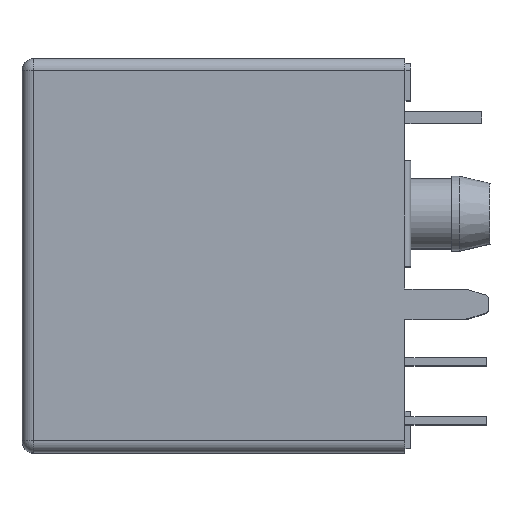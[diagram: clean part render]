
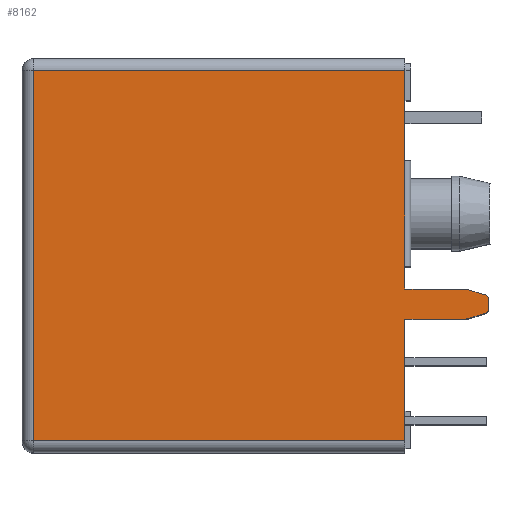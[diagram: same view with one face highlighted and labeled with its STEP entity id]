
A CAD part, top view. The second image highlights one B-rep face of the part: STEP entity #8162.
In plain terms, the highlighted planar face has unit normal (0, 0, 1).
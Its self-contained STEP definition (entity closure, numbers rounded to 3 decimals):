
#695=CARTESIAN_POINT('',(11.49,6.571,8.05));
#696=DIRECTION('',(0.,0.,1.));
#697=DIRECTION('',(1.,0.,0.));
#698=AXIS2_PLACEMENT_3D('',#695,#696,#697);
#700=CARTESIAN_POINT('',(11.49,6.169,8.05));
#701=DIRECTION('',(0.,0.,1.));
#702=DIRECTION('',(0.287,-0.958,0.));
#703=AXIS2_PLACEMENT_3D('',#700,#701,#702);
#705=DIRECTION('',(0.958,0.287,0.));
#706=VECTOR('',#705,0.895);
#707=CARTESIAN_POINT('',(10.69,5.72,8.05));
#708=LINE('',#707,#706);
#709=DIRECTION('',(0.,-1.,0.));
#710=VECTOR('',#709,5.22);
#711=CARTESIAN_POINT('',(8.09,5.72,8.05));
#712=LINE('',#711,#710);
#713=DIRECTION('',(-1.,0.,0.));
#714=VECTOR('',#713,15.93);
#715=CARTESIAN_POINT('',(8.09,0.5,8.05));
#716=LINE('',#715,#714);
#717=DIRECTION('',(0.,-1.,0.));
#718=VECTOR('',#717,15.9);
#719=CARTESIAN_POINT('',(-7.84,16.4,8.05));
#720=LINE('',#719,#718);
#721=DIRECTION('',(1.,0.,0.));
#722=VECTOR('',#721,15.93);
#723=CARTESIAN_POINT('',(-7.84,16.4,8.05));
#724=LINE('',#723,#722);
#725=DIRECTION('',(0.,1.,0.));
#726=VECTOR('',#725,3.87);
#727=CARTESIAN_POINT('',(8.09,12.53,8.05));
#728=LINE('',#727,#726);
#729=DIRECTION('',(0.,-1.,0.));
#730=VECTOR('',#729,4.54);
#731=CARTESIAN_POINT('',(8.09,12.53,8.05));
#732=LINE('',#731,#730);
#733=DIRECTION('',(0.,-1.,0.));
#734=VECTOR('',#733,0.97);
#735=CARTESIAN_POINT('',(8.09,7.99,8.05));
#736=LINE('',#735,#734);
#737=DIRECTION('',(1.,0.,0.));
#738=VECTOR('',#737,2.6);
#739=CARTESIAN_POINT('',(8.09,7.02,8.05));
#740=LINE('',#739,#738);
#741=DIRECTION('',(-0.958,0.287,0.));
#742=VECTOR('',#741,0.895);
#743=CARTESIAN_POINT('',(11.547,6.763,8.05));
#744=LINE('',#743,#742);
#783=DIRECTION('',(1.,0.,0.));
#784=VECTOR('',#783,2.6);
#785=CARTESIAN_POINT('',(8.09,5.72,8.05));
#786=LINE('',#785,#784);
#819=DIRECTION('',(0.,-1.,0.));
#820=VECTOR('',#819,0.402);
#821=CARTESIAN_POINT('',(11.69,6.571,8.05));
#822=LINE('',#821,#820);
#5864=CARTESIAN_POINT('',(-7.84,16.4,8.05));
#5865=CARTESIAN_POINT('',(-7.84,0.5,8.05));
#5866=VERTEX_POINT('',#5864);
#5867=VERTEX_POINT('',#5865);
#6866=CARTESIAN_POINT('',(8.09,16.4,8.05));
#6867=VERTEX_POINT('',#6866);
#6870=CARTESIAN_POINT('',(8.09,0.5,8.05));
#6871=VERTEX_POINT('',#6870);
#7157=CARTESIAN_POINT('',(8.09,7.99,8.05));
#7159=VERTEX_POINT('',#7157);
#7160=CARTESIAN_POINT('',(8.09,12.53,8.05));
#7161=VERTEX_POINT('',#7160);
#7340=CARTESIAN_POINT('',(8.09,5.72,8.05));
#7342=VERTEX_POINT('',#7340);
#7346=CARTESIAN_POINT('',(8.09,7.02,8.05));
#7347=VERTEX_POINT('',#7346);
#7349=CARTESIAN_POINT('',(10.69,7.02,8.05));
#7351=VERTEX_POINT('',#7349);
#7352=CARTESIAN_POINT('',(10.69,5.72,8.05));
#7354=VERTEX_POINT('',#7352);
#7380=CARTESIAN_POINT('',(11.69,6.571,8.05));
#7381=CARTESIAN_POINT('',(11.547,6.763,8.05));
#7382=VERTEX_POINT('',#7380);
#7383=VERTEX_POINT('',#7381);
#7392=CARTESIAN_POINT('',(11.547,5.977,8.05));
#7393=VERTEX_POINT('',#7392);
#7394=CARTESIAN_POINT('',(11.69,6.169,8.05));
#7395=VERTEX_POINT('',#7394);
#8131=CARTESIAN_POINT('',(-8.34,0.,8.05));
#8132=DIRECTION('',(0.,0.,1.));
#8133=DIRECTION('',(1.,0.,0.));
#8134=AXIS2_PLACEMENT_3D('',#8131,#8132,#8133);
#8135=PLANE('',#8134);
#8137=ORIENTED_EDGE('',*,*,#8136,.F.);
#8139=ORIENTED_EDGE('',*,*,#8138,.T.);
#8141=ORIENTED_EDGE('',*,*,#8140,.F.);
#8143=ORIENTED_EDGE('',*,*,#8142,.F.);
#8145=ORIENTED_EDGE('',*,*,#8144,.F.);
#8146=ORIENTED_EDGE('',*,*,#7430,.T.);
#8148=ORIENTED_EDGE('',*,*,#8147,.T.);
#8150=ORIENTED_EDGE('',*,*,#8149,.F.);
#8152=ORIENTED_EDGE('',*,*,#8151,.T.);
#8153=ORIENTED_EDGE('',*,*,#7458,.F.);
#8154=ORIENTED_EDGE('',*,*,#8007,.T.);
#8155=ORIENTED_EDGE('',*,*,#7438,.T.);
#8157=ORIENTED_EDGE('',*,*,#8156,.T.);
#8159=ORIENTED_EDGE('',*,*,#8158,.F.);
#8160=EDGE_LOOP('',(#8137,#8139,#8141,#8143,#8145,#8146,#8148,#8150,#8152,#8153,
#8154,#8155,#8157,#8159));
#8161=FACE_OUTER_BOUND('',#8160,.F.);
#699=CIRCLE('',#698,0.2);
#704=CIRCLE('',#703,0.2);
#7430=EDGE_CURVE('',#7342,#6871,#712,.T.);
#7438=EDGE_CURVE('',#7159,#7347,#736,.T.);
#7458=EDGE_CURVE('',#7161,#6867,#728,.T.);
#8007=EDGE_CURVE('',#7161,#7159,#732,.T.);
#8136=EDGE_CURVE('',#7382,#7383,#699,.T.);
#8138=EDGE_CURVE('',#7382,#7395,#822,.T.);
#8140=EDGE_CURVE('',#7393,#7395,#704,.T.);
#8142=EDGE_CURVE('',#7354,#7393,#708,.T.);
#8144=EDGE_CURVE('',#7342,#7354,#786,.T.);
#8147=EDGE_CURVE('',#6871,#5867,#716,.T.);
#8149=EDGE_CURVE('',#5866,#5867,#720,.T.);
#8151=EDGE_CURVE('',#5866,#6867,#724,.T.);
#8156=EDGE_CURVE('',#7347,#7351,#740,.T.);
#8158=EDGE_CURVE('',#7383,#7351,#744,.T.);
#8162=ADVANCED_FACE('',(#8161),#8135,.T.);
